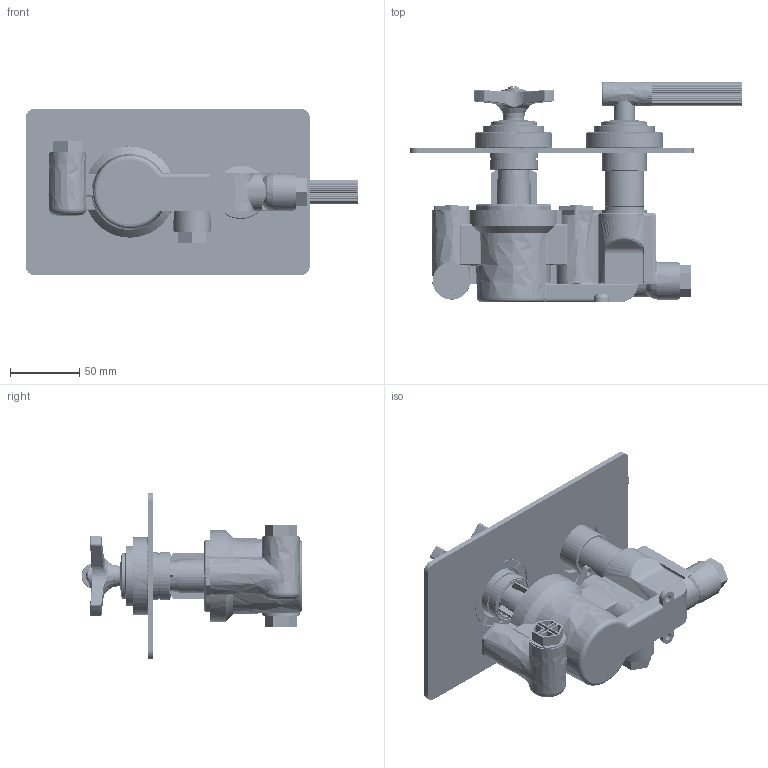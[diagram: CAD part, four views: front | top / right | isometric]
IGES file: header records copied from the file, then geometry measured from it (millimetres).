
Global section: file name: V701-TLX; native system: Autodesk Inventor 2023; preprocessor: unknown; author: adaniels; date: 20230223.144956; units: millimetre
Bounding box: 240 x 159.6 x 120 mm (x, y, z)
Volume: 494909.2 mm3; surface area: 295294.8 mm2
Topology: 66 solids, 71 shells, 3101 faces, 8401 edges, 5615 vertices
Faces by surface type: bspline 3101
